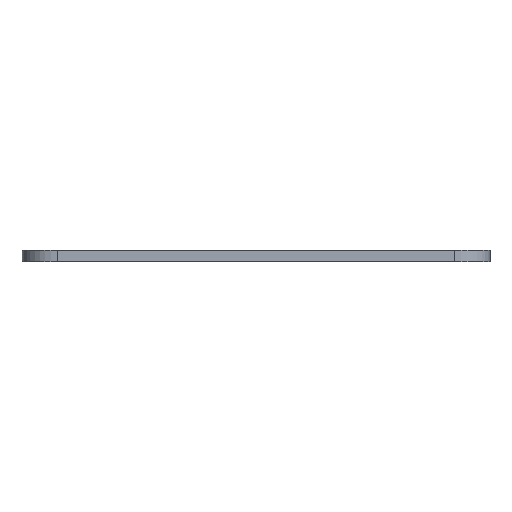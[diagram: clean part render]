
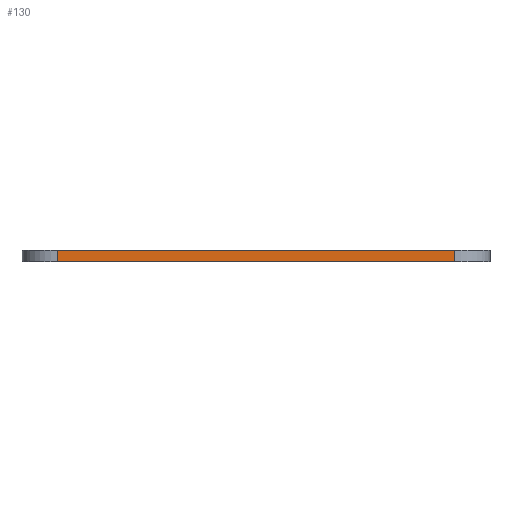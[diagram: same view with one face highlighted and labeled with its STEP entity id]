
A CAD part, left-side view. The second image highlights one B-rep face of the part: STEP entity #130.
In plain terms, the highlighted planar face has unit normal (-1, 0, 0).
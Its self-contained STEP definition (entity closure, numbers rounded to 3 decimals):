
#2 = CARTESIAN_POINT ( 'NONE',  ( -50., -20., 1. ) ) ;
#8 = CARTESIAN_POINT ( 'NONE',  ( -50., -17., 0. ) ) ;
#10 = PLANE ( 'NONE',  #134 ) ;
#14 = EDGE_CURVE ( 'NONE', #221, #712, #583, .T. ) ;
#29 = EDGE_CURVE ( 'NONE', #221, #65, #474, .T. ) ;
#41 = DIRECTION ( 'NONE',  ( 0., -1., 0. ) ) ;
#44 = DIRECTION ( 'NONE',  ( 0., 0., 1. ) ) ;
#65 = VERTEX_POINT ( 'NONE', #155 ) ;
#109 = DIRECTION ( 'NONE',  ( 0., -1., 0. ) ) ;
#130 = ADVANCED_FACE ( 'NONE', ( #707 ), #10, .F. ) ;
#134 = AXIS2_PLACEMENT_3D ( 'NONE', #2, #183, #600 ) ;
#155 = CARTESIAN_POINT ( 'NONE',  ( -50., 17., 0. ) ) ;
#165 = CARTESIAN_POINT ( 'NONE',  ( -50., 17., 1. ) ) ;
#173 = VECTOR ( 'NONE', #41, 1000. ) ;
#183 = DIRECTION ( 'NONE',  ( 1., 0., 0. ) ) ;
#221 = VERTEX_POINT ( 'NONE', #655 ) ;
#226 = ORIENTED_EDGE ( 'NONE', *, *, #14, .F. ) ;
#266 = ORIENTED_EDGE ( 'NONE', *, *, #29, .T. ) ;
#348 = CARTESIAN_POINT ( 'NONE',  ( -50., -17., 1. ) ) ;
#399 = VECTOR ( 'NONE', #109, 1000. ) ;
#469 = EDGE_CURVE ( 'NONE', #555, #712, #572, .T. ) ;
#470 = CARTESIAN_POINT ( 'NONE',  ( -50., -20., 1. ) ) ;
#474 = LINE ( 'NONE', #165, #523 ) ;
#523 = VECTOR ( 'NONE', #690, 1000. ) ;
#527 = EDGE_CURVE ( 'NONE', #65, #555, #692, .T. ) ;
#529 = ORIENTED_EDGE ( 'NONE', *, *, #469, .T. ) ;
#555 = VERTEX_POINT ( 'NONE', #8 ) ;
#572 = LINE ( 'NONE', #348, #676 ) ;
#583 = LINE ( 'NONE', #470, #173 ) ;
#600 = DIRECTION ( 'NONE',  ( 0., 0., -1. ) ) ;
#655 = CARTESIAN_POINT ( 'NONE',  ( -50., 17., 1. ) ) ;
#661 = CARTESIAN_POINT ( 'NONE',  ( -50., -17., 1. ) ) ;
#676 = VECTOR ( 'NONE', #44, 1000. ) ;
#690 = DIRECTION ( 'NONE',  ( 0., 0., -1. ) ) ;
#692 = LINE ( 'NONE', #746, #399 ) ;
#707 = FACE_OUTER_BOUND ( 'NONE', #734, .T. ) ;
#712 = VERTEX_POINT ( 'NONE', #661 ) ;
#730 = ORIENTED_EDGE ( 'NONE', *, *, #527, .T. ) ;
#734 = EDGE_LOOP ( 'NONE', ( #226, #266, #730, #529 ) ) ;
#746 = CARTESIAN_POINT ( 'NONE',  ( -50., -20., 0. ) ) ;
